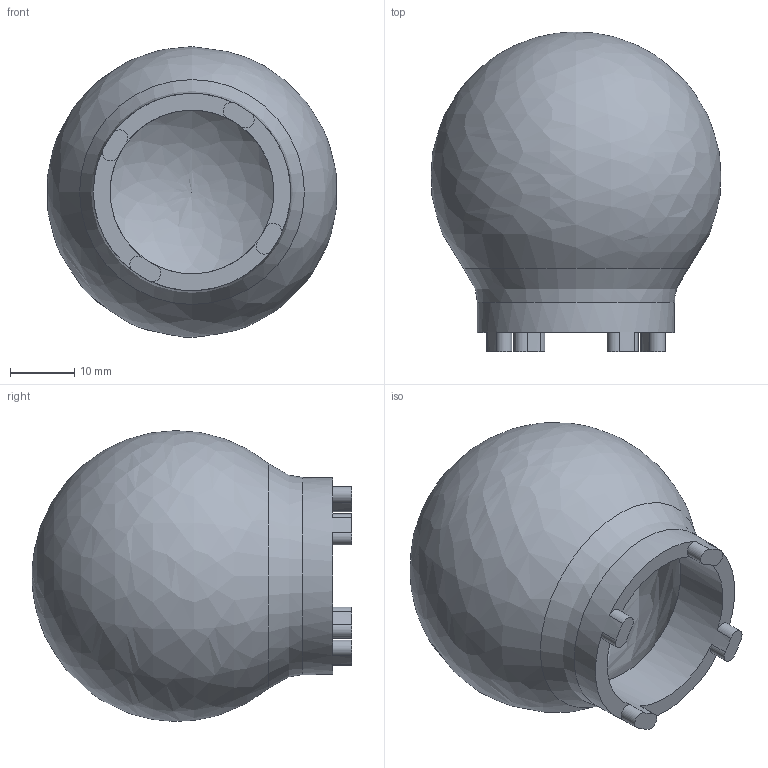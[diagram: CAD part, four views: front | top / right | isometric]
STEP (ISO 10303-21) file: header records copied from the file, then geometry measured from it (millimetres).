
FILE_DESCRIPTION(/* description */ (''),/* implementation_level */ '2;1');
FILE_NAME(/* name */ 'Modified Bulb Lamp v3.step',/* time_stamp */ '2021-04-15T17:17:36-03:00',/* author */ (''),/* organization */ (''),/* preprocessor_version */ 'ST-DEVELOPER v18.1',/* originating_system */ 'Autodesk Translation Framework v10.6.0.1341',/* authorisation */ '');
FILE_SCHEMA (('AUTOMOTIVE_DESIGN { 1 0 10303 214 3 1 1 }'));
Length unit declared in the file: millimetre
Products named in the file (1): Modified Bulb Lamp
Bounding box: 45.04 x 49.77 x 45.26 mm (x, y, z)
Volume: 16507 mm3; surface area: 11723.7 mm2
Topology: 1 solids, 1 shells, 21 faces, 63 edges, 42 vertices
Faces by surface type: cylinder 10, plane 8, bspline 3
Full cylindrical faces by diameter (mm): 25.5 x1, 30.7 x1
Entity records: 863 total; most frequent: CARTESIAN_POINT 241, DIRECTION 140, ORIENTED_EDGE 122, EDGE_CURVE 61, AXIS2_PLACEMENT_3D 61, CIRCLE 42, VERTEX_POINT 42, FACE_OUTER_BOUND 21
